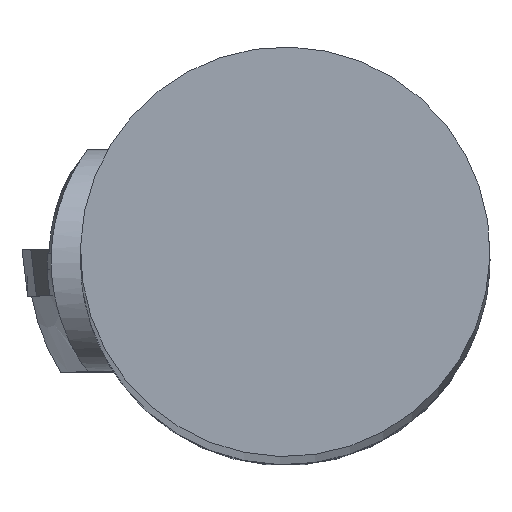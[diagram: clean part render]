
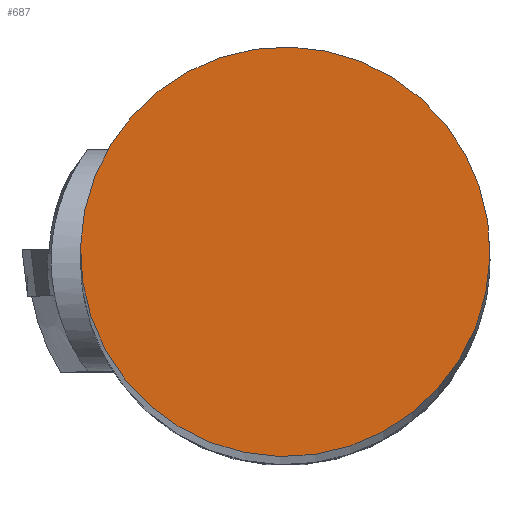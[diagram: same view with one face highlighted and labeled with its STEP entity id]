
A CAD part, top view. The second image highlights one B-rep face of the part: STEP entity #687.
In plain terms, the highlighted planar face has unit normal (0, 0, 1).
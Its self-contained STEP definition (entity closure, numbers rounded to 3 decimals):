
#411=EDGE_CURVE('240[2]',#1047,#1047,#1048,.T.);
#687=ADVANCED_FACE('240[2]',(#1413),#1414,.F.);
#1047=VERTEX_POINT('',#1886);
#1048=CIRCLE('',#1887,7.0);
#1413=FACE_OUTER_BOUND('',#2615,.T.);
#1414=PLANE('',#2616);
#1886=CARTESIAN_POINT('',(-6.997,0.193,180.8));
#1887=AXIS2_PLACEMENT_3D('',#3158,#3159,#3160);
#2615=EDGE_LOOP('',(#3584));
#2616=AXIS2_PLACEMENT_3D('',#3585,#3586,#3587);
#3158=CARTESIAN_POINT('',(0.,0.,180.8));
#3159=DIRECTION('',(0.0,-0.0,-1.0));
#3160=DIRECTION('',(1.,-0.028,0.0));
#3584=ORIENTED_EDGE('',*,*,#411,.F.);
#3585=CARTESIAN_POINT('',(0.,0.,180.8));
#3586=DIRECTION('',(0.0,0.0,-1.0));
#3587=DIRECTION('',(0.0,-1.0,0.0));
